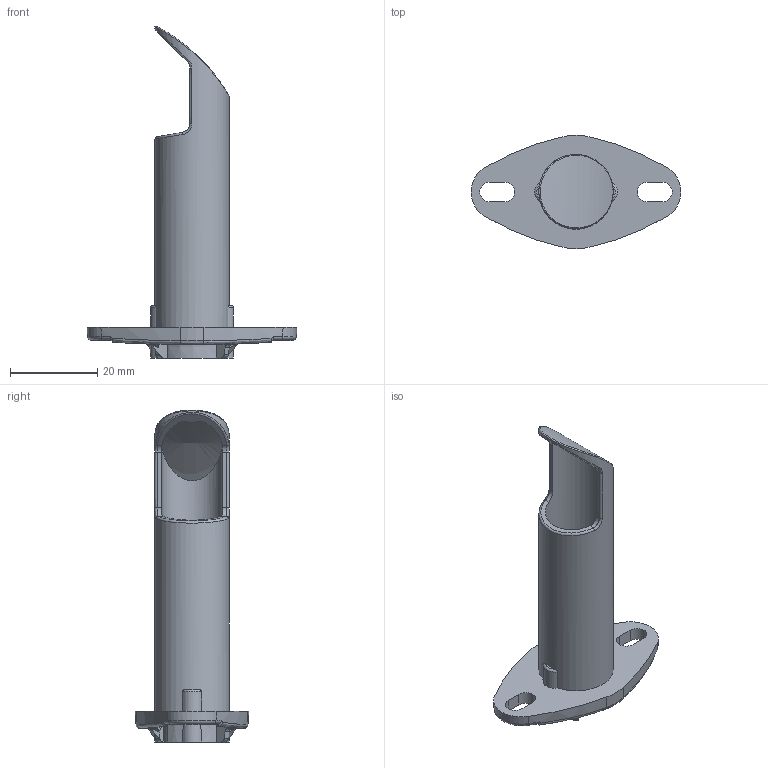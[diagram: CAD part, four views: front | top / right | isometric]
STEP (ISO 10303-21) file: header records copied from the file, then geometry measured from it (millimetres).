
FILE_DESCRIPTION(('STEP AP214'),'1');
FILE_NAME('Winkelspiegeladapter.stp','2021-03-22T13:01:20',(' '),(' '),'Spatial InterOp 3D',' ',' ');
FILE_SCHEMA(('AUTOMOTIVE_DESIGN { 1 0 10303 214 1 1 1 1 }'));
Length unit declared in the file: millimetre
Products named in the file (1): 1615388154
Bounding box: 48 x 25.93 x 75.95 mm (x, y, z)
Volume: 6228.9 mm3; surface area: 8359.5 mm2
Topology: 1 solids, 1 shells, 185 faces, 502 edges, 320 vertices
Faces by surface type: plane 48, cylinder 47, bspline 45, cone 26, torus 18, offset 1
Full cylindrical faces by diameter (mm): 14 x1, 17 x1
Entity records: 11144 total; most frequent: CARTESIAN_POINT 5434, ORIENTED_EDGE 994, DIRECTION 750, EDGE_CURVE 497, VERTEX_POINT 318, AXIS2_PLACEMENT_3D 313, B_SPLINE_CURVE_WITH_KNOTS 200, EDGE_LOOP 195
